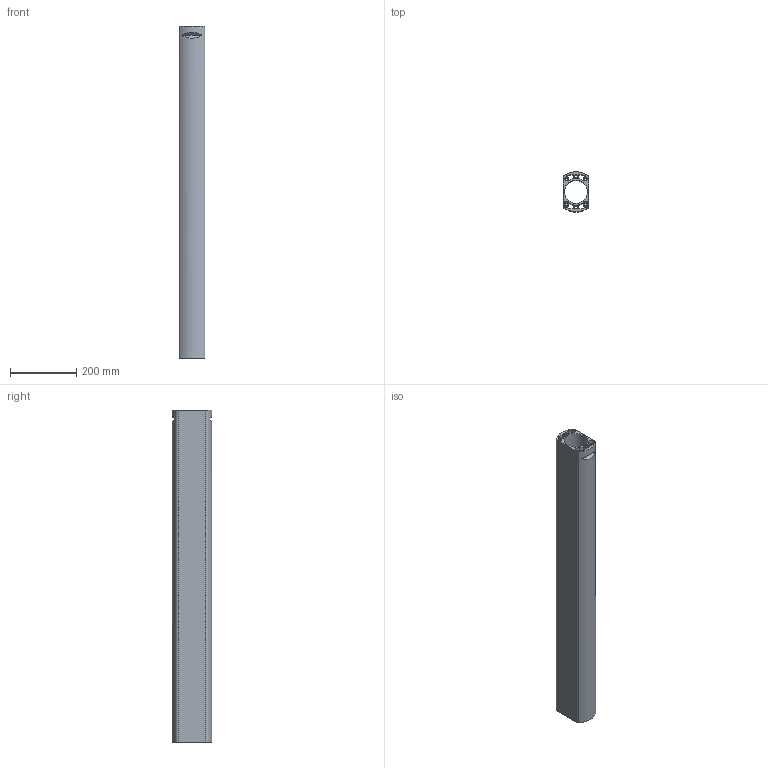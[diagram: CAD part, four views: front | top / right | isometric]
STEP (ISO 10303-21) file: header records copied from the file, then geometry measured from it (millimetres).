
FILE_DESCRIPTION (( 'STEP AP214' ), '1' );
FILE_NAME ('496220120.STEP', '2024-02-05T14:37:09', ( '' ), ( '' ), 'SwSTEP 2.0', 'SolidWorks 2020', '' );
FILE_SCHEMA (( 'AUTOMOTIVE_DESIGN' ));
Length unit declared in the file: millimetre
Products named in the file (2): 11180_L刵ge 1000 f乺 Kupplung; 496220120
Assembly tree (1 placements, depth 2):
  496220120
    11180_L刵ge 1000 f乺 Kupplung
Bounding box: 78 x 120 x 1000 mm (x, y, z)
Volume: 3342793.4 mm3; surface area: 992398.3 mm2
Topology: 1 solids, 1 shells, 115 faces, 323 edges, 216 vertices
Faces by surface type: cylinder 79, plane 36
Full cylindrical faces by diameter (mm): 9.4 x2, 9.5 x4, 70 x1
Entity records: 3984 total; most frequent: DIRECTION 726, CARTESIAN_POINT 659, ORIENTED_EDGE 628, EDGE_CURVE 314, AXIS2_PLACEMENT_3D 297, VERTEX_POINT 214, CIRCLE 178, EDGE_LOOP 142
